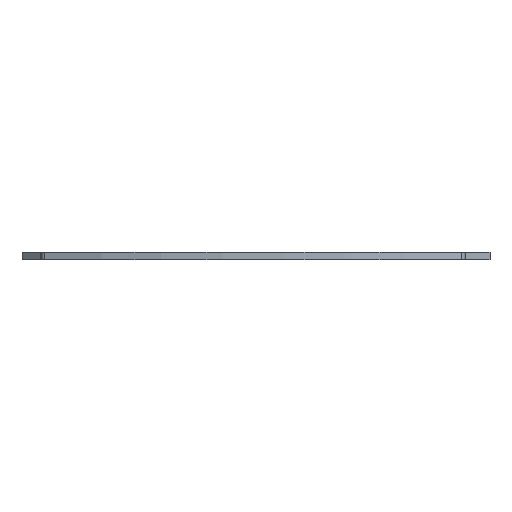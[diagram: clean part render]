
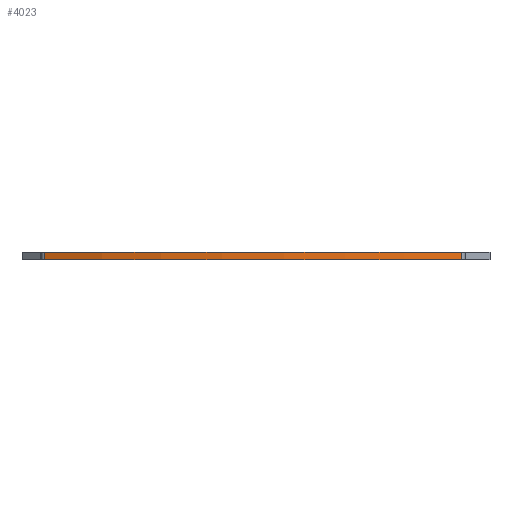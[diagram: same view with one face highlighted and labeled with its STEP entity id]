
A CAD part, left-side view. The second image highlights one B-rep face of the part: STEP entity #4023.
In plain terms, the highlighted cylindrical face has radius 107.5 mm (diameter 215 mm), a partial arc.
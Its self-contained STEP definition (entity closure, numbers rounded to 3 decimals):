
#83 = PLANE('',#84);
#84 = AXIS2_PLACEMENT_3D('',#85,#86,#87);
#85 = CARTESIAN_POINT('',(27.415,-0.578,1.6));
#86 = DIRECTION('',(-0.,-0.,-1.));
#87 = DIRECTION('',(-1.,0.,0.));
#137 = PLANE('',#138);
#138 = AXIS2_PLACEMENT_3D('',#139,#140,#141);
#139 = CARTESIAN_POINT('',(27.415,-0.578,0.));
#140 = DIRECTION('',(-0.,-0.,-1.));
#141 = DIRECTION('',(-1.,0.,0.));
#439 = VERTEX_POINT('',#440);
#440 = CARTESIAN_POINT('',(9.468,-44.114,0.));
#459 = CYLINDRICAL_SURFACE('',#460,1.2);
#460 = AXIS2_PLACEMENT_3D('',#461,#462,#463);
#461 = CARTESIAN_POINT('',(10.563,-43.621,0.));
#462 = DIRECTION('',(-0.,-0.,-1.));
#463 = DIRECTION('',(1.,0.,-0.));
#471 = EDGE_CURVE('',#472,#439,#474,.T.);
#472 = VERTEX_POINT('',#473);
#473 = CARTESIAN_POINT('',(9.468,44.114,0.));
#474 = SURFACE_CURVE('',#475,(#480,#491),.PCURVE_S1.);
#475 = CIRCLE('',#476,107.5);
#476 = AXIS2_PLACEMENT_3D('',#477,#478,#479);
#477 = CARTESIAN_POINT('',(107.5,-0.,0.));
#478 = DIRECTION('',(0.,0.,1.));
#479 = DIRECTION('',(1.,0.,-0.));
#480 = PCURVE('',#137,#481);
#481 = DEFINITIONAL_REPRESENTATION('',(#482),#490);
#482 = ( BOUNDED_CURVE() B_SPLINE_CURVE(2,(#483,#484,#485,#486,#487,#488
,#489),.UNSPECIFIED.,.T.,.F.) B_SPLINE_CURVE_WITH_KNOTS((1,2,2,2,2,1),(
    -2.094,0.,2.094,4.189,6.283,
8.378),.UNSPECIFIED.) CURVE() GEOMETRIC_REPRESENTATION_ITEM() 
RATIONAL_B_SPLINE_CURVE((1.,0.5,1.,0.5,1.,0.5,1.)) REPRESENTATION_ITEM(
  '') );
#483 = CARTESIAN_POINT('',(-187.585,0.578));
#484 = CARTESIAN_POINT('',(-187.585,186.773));
#485 = CARTESIAN_POINT('',(-26.335,93.675));
#486 = CARTESIAN_POINT('',(134.915,0.578));
#487 = CARTESIAN_POINT('',(-26.335,-92.52));
#488 = CARTESIAN_POINT('',(-187.585,-185.618));
#489 = CARTESIAN_POINT('',(-187.585,0.578));
#490 = ( GEOMETRIC_REPRESENTATION_CONTEXT(2) 
PARAMETRIC_REPRESENTATION_CONTEXT() REPRESENTATION_CONTEXT('2D SPACE',''
  ) );
#491 = PCURVE('',#492,#497);
#492 = CYLINDRICAL_SURFACE('',#493,107.5);
#493 = AXIS2_PLACEMENT_3D('',#494,#495,#496);
#494 = CARTESIAN_POINT('',(107.5,-0.,0.));
#495 = DIRECTION('',(-0.,-0.,-1.));
#496 = DIRECTION('',(1.,0.,-0.));
#497 = DEFINITIONAL_REPRESENTATION('',(#498),#502);
#498 = LINE('',#499,#500);
#499 = CARTESIAN_POINT('',(-0.,0.));
#500 = VECTOR('',#501,1.);
#501 = DIRECTION('',(-1.,0.));
#502 = ( GEOMETRIC_REPRESENTATION_CONTEXT(2) 
PARAMETRIC_REPRESENTATION_CONTEXT() REPRESENTATION_CONTEXT('2D SPACE',''
  ) );
#525 = CYLINDRICAL_SURFACE('',#526,1.2);
#526 = AXIS2_PLACEMENT_3D('',#527,#528,#529);
#527 = CARTESIAN_POINT('',(10.563,43.622,0.));
#528 = DIRECTION('',(-0.,-0.,-1.));
#529 = DIRECTION('',(1.,0.,-0.));
#2262 = VERTEX_POINT('',#2263);
#2263 = CARTESIAN_POINT('',(9.468,-44.114,1.6));
#2289 = EDGE_CURVE('',#2290,#2262,#2292,.T.);
#2290 = VERTEX_POINT('',#2291);
#2291 = CARTESIAN_POINT('',(9.468,44.114,1.6));
#2292 = SURFACE_CURVE('',#2293,(#2298,#2309),.PCURVE_S1.);
#2293 = CIRCLE('',#2294,107.5);
#2294 = AXIS2_PLACEMENT_3D('',#2295,#2296,#2297);
#2295 = CARTESIAN_POINT('',(107.5,0.,1.6));
#2296 = DIRECTION('',(0.,0.,1.));
#2297 = DIRECTION('',(1.,0.,-0.));
#2298 = PCURVE('',#83,#2299);
#2299 = DEFINITIONAL_REPRESENTATION('',(#2300),#2308);
#2300 = ( BOUNDED_CURVE() B_SPLINE_CURVE(2,(#2301,#2302,#2303,#2304,
#2305,#2306,#2307),.UNSPECIFIED.,.T.,.F.) B_SPLINE_CURVE_WITH_KNOTS((1,2
    ,2,2,2,1),(-2.094,0.,2.094,4.189,
6.283,8.378),.UNSPECIFIED.) CURVE() 
GEOMETRIC_REPRESENTATION_ITEM() RATIONAL_B_SPLINE_CURVE((1.,0.5,1.,0.5,
1.,0.5,1.)) REPRESENTATION_ITEM('') );
#2301 = CARTESIAN_POINT('',(-187.585,0.578));
#2302 = CARTESIAN_POINT('',(-187.585,186.773));
#2303 = CARTESIAN_POINT('',(-26.335,93.675));
#2304 = CARTESIAN_POINT('',(134.915,0.578));
#2305 = CARTESIAN_POINT('',(-26.335,-92.52));
#2306 = CARTESIAN_POINT('',(-187.585,-185.618));
#2307 = CARTESIAN_POINT('',(-187.585,0.578));
#2308 = ( GEOMETRIC_REPRESENTATION_CONTEXT(2) 
PARAMETRIC_REPRESENTATION_CONTEXT() REPRESENTATION_CONTEXT('2D SPACE',''
  ) );
#2309 = PCURVE('',#492,#2310);
#2310 = DEFINITIONAL_REPRESENTATION('',(#2311),#2315);
#2311 = LINE('',#2312,#2313);
#2312 = CARTESIAN_POINT('',(-0.,-1.6));
#2313 = VECTOR('',#2314,1.);
#2314 = DIRECTION('',(-1.,0.));
#2315 = ( GEOMETRIC_REPRESENTATION_CONTEXT(2) 
PARAMETRIC_REPRESENTATION_CONTEXT() REPRESENTATION_CONTEXT('2D SPACE',''
  ) );
#3973 = EDGE_CURVE('',#439,#2262,#3974,.T.);
#3974 = SURFACE_CURVE('',#3975,(#3979,#3986),.PCURVE_S1.);
#3975 = LINE('',#3976,#3977);
#3976 = CARTESIAN_POINT('',(9.468,-44.114,0.));
#3977 = VECTOR('',#3978,1.);
#3978 = DIRECTION('',(0.,0.,1.));
#3979 = PCURVE('',#459,#3980);
#3980 = DEFINITIONAL_REPRESENTATION('',(#3981),#3985);
#3981 = LINE('',#3982,#3983);
#3982 = CARTESIAN_POINT('',(-3.565,0.));
#3983 = VECTOR('',#3984,1.);
#3984 = DIRECTION('',(-0.,-1.));
#3985 = ( GEOMETRIC_REPRESENTATION_CONTEXT(2) 
PARAMETRIC_REPRESENTATION_CONTEXT() REPRESENTATION_CONTEXT('2D SPACE',''
  ) );
#3986 = PCURVE('',#492,#3987);
#3987 = DEFINITIONAL_REPRESENTATION('',(#3988),#3992);
#3988 = LINE('',#3989,#3990);
#3989 = CARTESIAN_POINT('',(-3.564,0.));
#3990 = VECTOR('',#3991,1.);
#3991 = DIRECTION('',(-0.,-1.));
#3992 = ( GEOMETRIC_REPRESENTATION_CONTEXT(2) 
PARAMETRIC_REPRESENTATION_CONTEXT() REPRESENTATION_CONTEXT('2D SPACE',''
  ) );
#4023 = ADVANCED_FACE('',(#4024),#492,.T.);
#4024 = FACE_BOUND('',#4025,.F.);
#4025 = EDGE_LOOP('',(#4026,#4047,#4048,#4049));
#4026 = ORIENTED_EDGE('',*,*,#4027,.T.);
#4027 = EDGE_CURVE('',#472,#2290,#4028,.T.);
#4028 = SURFACE_CURVE('',#4029,(#4033,#4040),.PCURVE_S1.);
#4029 = LINE('',#4030,#4031);
#4030 = CARTESIAN_POINT('',(9.468,44.114,0.));
#4031 = VECTOR('',#4032,1.);
#4032 = DIRECTION('',(0.,0.,1.));
#4033 = PCURVE('',#492,#4034);
#4034 = DEFINITIONAL_REPRESENTATION('',(#4035),#4039);
#4035 = LINE('',#4036,#4037);
#4036 = CARTESIAN_POINT('',(-2.719,0.));
#4037 = VECTOR('',#4038,1.);
#4038 = DIRECTION('',(-0.,-1.));
#4039 = ( GEOMETRIC_REPRESENTATION_CONTEXT(2) 
PARAMETRIC_REPRESENTATION_CONTEXT() REPRESENTATION_CONTEXT('2D SPACE',''
  ) );
#4040 = PCURVE('',#525,#4041);
#4041 = DEFINITIONAL_REPRESENTATION('',(#4042),#4046);
#4042 = LINE('',#4043,#4044);
#4043 = CARTESIAN_POINT('',(-2.719,0.));
#4044 = VECTOR('',#4045,1.);
#4045 = DIRECTION('',(-0.,-1.));
#4046 = ( GEOMETRIC_REPRESENTATION_CONTEXT(2) 
PARAMETRIC_REPRESENTATION_CONTEXT() REPRESENTATION_CONTEXT('2D SPACE',''
  ) );
#4047 = ORIENTED_EDGE('',*,*,#2289,.T.);
#4048 = ORIENTED_EDGE('',*,*,#3973,.F.);
#4049 = ORIENTED_EDGE('',*,*,#471,.F.);
